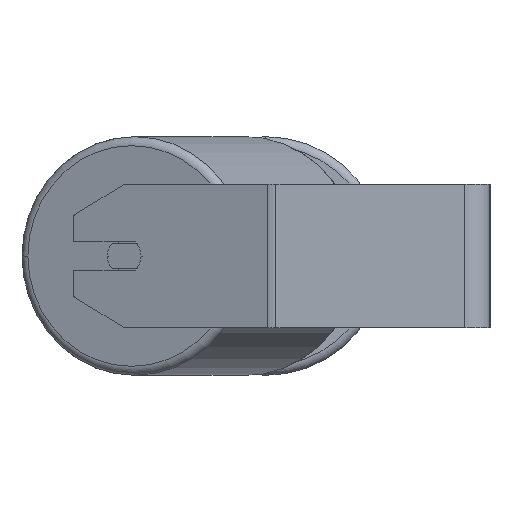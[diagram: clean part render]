
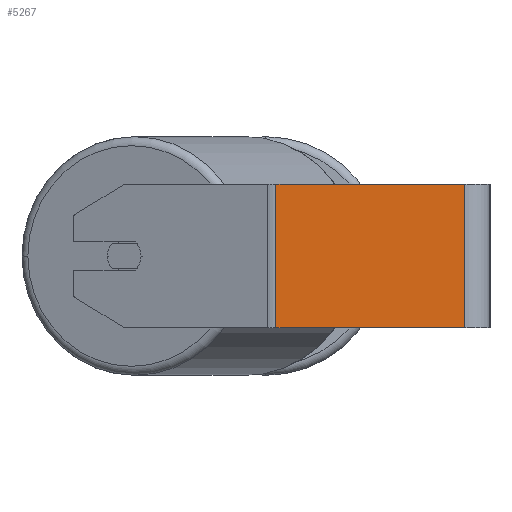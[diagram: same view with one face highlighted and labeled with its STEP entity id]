
A CAD part, left-side view. The second image highlights one B-rep face of the part: STEP entity #5267.
In plain terms, the highlighted planar face has unit normal (-1, 0, 0).
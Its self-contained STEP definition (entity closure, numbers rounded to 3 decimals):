
#169 = ORIENTED_EDGE ( 'NONE', *, *, #1700, .T. ) ;
#283 = DIRECTION ( 'NONE',  ( 0., 0., -1. ) ) ;
#872 = ORIENTED_EDGE ( 'NONE', *, *, #4072, .F. ) ;
#999 = DIRECTION ( 'NONE',  ( 0., 0., -1. ) ) ;
#1558 = VERTEX_POINT ( 'NONE', #3186 ) ;
#1564 = PLANE ( 'NONE',  #2947 ) ;
#1606 = CARTESIAN_POINT ( 'NONE',  ( -350., 14., 40. ) ) ;
#1609 = LINE ( 'NONE', #6888, #6754 ) ;
#1700 = EDGE_CURVE ( 'NONE', #1558, #6922, #5895, .T. ) ;
#1742 = VERTEX_POINT ( 'NONE', #1606 ) ;
#2947 = AXIS2_PLACEMENT_3D ( 'NONE', #4169, #6202, #283 ) ;
#3186 = CARTESIAN_POINT ( 'NONE',  ( -350., 119.274, 40. ) ) ;
#3355 = LINE ( 'NONE', #4637, #3933 ) ;
#3504 = VERTEX_POINT ( 'NONE', #8429 ) ;
#3933 = VECTOR ( 'NONE', #4037, 1000. ) ;
#4037 = DIRECTION ( 'NONE',  ( 0., -1., 0. ) ) ;
#4072 = EDGE_CURVE ( 'NONE', #1558, #1742, #1609, .T. ) ;
#4169 = CARTESIAN_POINT ( 'NONE',  ( -350., 121.742, 40. ) ) ;
#4207 = CARTESIAN_POINT ( 'NONE',  ( -350., 119.274, 40. ) ) ;
#4574 = VECTOR ( 'NONE', #7624, 1000. ) ;
#4637 = CARTESIAN_POINT ( 'NONE',  ( -350., 121.742, -40. ) ) ;
#4800 = DIRECTION ( 'NONE',  ( 0., -1., 0. ) ) ;
#4929 = EDGE_CURVE ( 'NONE', #1742, #3504, #5740, .T. ) ;
#5267 = ADVANCED_FACE ( 'NONE', ( #7401 ), #1564, .F. ) ;
#5685 = ORIENTED_EDGE ( 'NONE', *, *, #8250, .T. ) ;
#5740 = LINE ( 'NONE', #6333, #4574 ) ;
#5851 = EDGE_LOOP ( 'NONE', ( #5685, #7167, #872, #169 ) ) ;
#5895 = LINE ( 'NONE', #4207, #7284 ) ;
#6202 = DIRECTION ( 'NONE',  ( 1., 0., 0. ) ) ;
#6333 = CARTESIAN_POINT ( 'NONE',  ( -350., 14., 40. ) ) ;
#6754 = VECTOR ( 'NONE', #4800, 1000. ) ;
#6854 = CARTESIAN_POINT ( 'NONE',  ( -350., 119.274, -40. ) ) ;
#6888 = CARTESIAN_POINT ( 'NONE',  ( -350., 121.742, 40. ) ) ;
#6922 = VERTEX_POINT ( 'NONE', #6854 ) ;
#7167 = ORIENTED_EDGE ( 'NONE', *, *, #4929, .F. ) ;
#7284 = VECTOR ( 'NONE', #999, 1000. ) ;
#7401 = FACE_OUTER_BOUND ( 'NONE', #5851, .T. ) ;
#7624 = DIRECTION ( 'NONE',  ( 0., 0., -1. ) ) ;
#8250 = EDGE_CURVE ( 'NONE', #6922, #3504, #3355, .T. ) ;
#8429 = CARTESIAN_POINT ( 'NONE',  ( -350., 14., -40. ) ) ;
